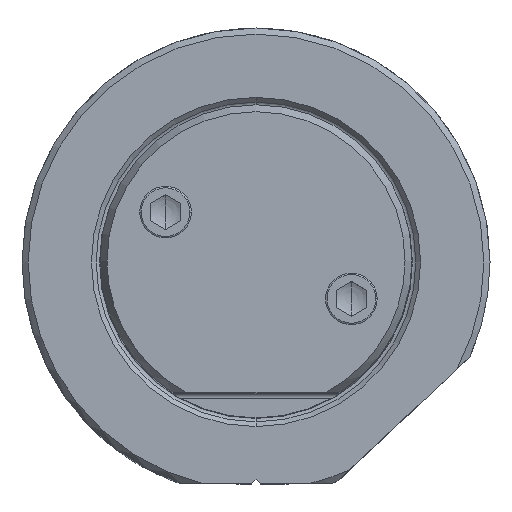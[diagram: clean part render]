
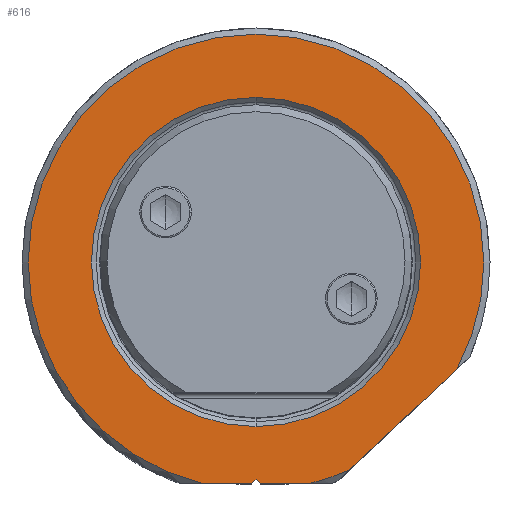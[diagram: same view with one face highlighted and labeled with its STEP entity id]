
A CAD part, top view. The second image highlights one B-rep face of the part: STEP entity #616.
In plain terms, the highlighted planar face has unit normal (0, 0, 1).
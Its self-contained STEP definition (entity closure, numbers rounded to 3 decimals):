
#135=PLANE('',#5658);
#616=ADVANCED_FACE('',(#921,#922),#135,.T.);
#921=FACE_BOUND('',#1041,.T.);
#922=FACE_BOUND('',#1042,.T.);
#1041=EDGE_LOOP('',(#2695,#2696,#2697,#2698,#2699,#2700,#2701,#2702,#2703));
#1042=EDGE_LOOP('',(#2704,#2705));
#1381=LINE('',#10804,#1690);
#1384=LINE('',#10830,#1693);
#1385=LINE('',#10832,#1694);
#1386=LINE('',#10834,#1695);
#1387=LINE('',#10836,#1696);
#1690=VECTOR('',#6597,1.);
#1693=VECTOR('',#6616,1.);
#1694=VECTOR('',#6617,1.);
#1695=VECTOR('',#6618,1.);
#1696=VECTOR('',#6619,1.);
#2695=ORIENTED_EDGE('',*,*,#4552,.T.);
#2696=ORIENTED_EDGE('',*,*,#4546,.T.);
#2697=ORIENTED_EDGE('',*,*,#4553,.T.);
#2698=ORIENTED_EDGE('',*,*,#4554,.T.);
#2699=ORIENTED_EDGE('',*,*,#4555,.T.);
#2700=ORIENTED_EDGE('',*,*,#4556,.F.);
#2701=ORIENTED_EDGE('',*,*,#4557,.T.);
#2702=ORIENTED_EDGE('',*,*,#4558,.T.);
#2703=ORIENTED_EDGE('',*,*,#4559,.F.);
#2704=ORIENTED_EDGE('',*,*,#4560,.T.);
#2705=ORIENTED_EDGE('',*,*,#4561,.T.);
#3918=VERTEX_POINT('',#10803);
#3919=VERTEX_POINT('',#10805);
#3922=VERTEX_POINT('',#10821);
#3923=VERTEX_POINT('',#10825);
#3924=VERTEX_POINT('',#10827);
#3925=VERTEX_POINT('',#10829);
#3926=VERTEX_POINT('',#10831);
#3927=VERTEX_POINT('',#10833);
#3928=VERTEX_POINT('',#10835);
#3929=VERTEX_POINT('',#10838);
#3930=VERTEX_POINT('',#10839);
#4546=EDGE_CURVE('',#3919,#3918,#1381,.T.);
#4552=EDGE_CURVE('',#3922,#3919,#5104,.T.);
#4553=EDGE_CURVE('',#3918,#3923,#5105,.T.);
#4554=EDGE_CURVE('',#3923,#3924,#5106,.T.);
#4555=EDGE_CURVE('',#3924,#3925,#5107,.T.);
#4556=EDGE_CURVE('',#3926,#3925,#1384,.T.);
#4557=EDGE_CURVE('',#3926,#3927,#1385,.T.);
#4558=EDGE_CURVE('',#3927,#3928,#1386,.T.);
#4559=EDGE_CURVE('',#3922,#3928,#1387,.T.);
#4560=EDGE_CURVE('',#3929,#3930,#5108,.T.);
#4561=EDGE_CURVE('',#3930,#3929,#5109,.T.);
#5104=CIRCLE('',#5651,18.55);
#5105=CIRCLE('',#5653,18.55);
#5106=CIRCLE('',#5654,18.55);
#5107=CIRCLE('',#5655,18.55);
#5108=CIRCLE('',#5656,13.4);
#5109=CIRCLE('',#5657,13.4);
#5651=AXIS2_PLACEMENT_3D('',#10822,#6606,#6607);
#5653=AXIS2_PLACEMENT_3D('',#10824,#6610,#6611);
#5654=AXIS2_PLACEMENT_3D('',#10826,#6612,#6613);
#5655=AXIS2_PLACEMENT_3D('',#10828,#6614,#6615);
#5656=AXIS2_PLACEMENT_3D('',#10837,#6620,#6621);
#5657=AXIS2_PLACEMENT_3D('',#10840,#6622,#6623);
#5658=AXIS2_PLACEMENT_3D('',#10841,#6624,#6625);
#6597=DIRECTION('',(0.73,0.684,0.));
#6606=DIRECTION('',(0.,0.,1.));
#6607=DIRECTION('',(0.231,-0.973,0.));
#6610=DIRECTION('',(0.,0.,1.));
#6611=DIRECTION('',(0.883,-0.469,0.));
#6612=DIRECTION('',(0.,0.,1.));
#6613=DIRECTION('',(1.,0.,0.));
#6614=DIRECTION('',(0.,0.,1.));
#6615=DIRECTION('',(-1.,0.,0.));
#6616=DIRECTION('',(-1.,0.,0.));
#6617=DIRECTION('',(0.707,0.707,0.));
#6618=DIRECTION('',(0.707,-0.707,0.));
#6619=DIRECTION('',(-1.,0.,0.));
#6620=DIRECTION('',(0.,0.,-1.));
#6621=DIRECTION('',(0.,1.,0.));
#6622=DIRECTION('',(0.,0.,-1.));
#6623=DIRECTION('',(0.,-1.,0.));
#6624=DIRECTION('',(0.,0.,1.));
#6625=DIRECTION('',(0.,1.,0.));
#10803=CARTESIAN_POINT('',(16.384,-8.699,0.));
#10804=CARTESIAN_POINT('',(7.615,-16.915,0.));
#10805=CARTESIAN_POINT('',(7.615,-16.915,0.));
#10821=CARTESIAN_POINT('',(4.278,-18.05,0.));
#10822=CARTESIAN_POINT('',(0.,0.,0.));
#10824=CARTESIAN_POINT('',(0.,0.,0.));
#10825=CARTESIAN_POINT('',(18.55,0.,0.));
#10826=CARTESIAN_POINT('',(0.,0.,0.));
#10827=CARTESIAN_POINT('',(-18.55,0.,0.));
#10828=CARTESIAN_POINT('',(0.,0.,0.));
#10829=CARTESIAN_POINT('',(-4.278,-18.05,0.));
#10830=CARTESIAN_POINT('',(-3.222,-18.05,0.));
#10831=CARTESIAN_POINT('',(-0.354,-18.05,0.));
#10832=CARTESIAN_POINT('',(-0.354,-18.05,0.));
#10833=CARTESIAN_POINT('',(0.,-17.696,0.));
#10834=CARTESIAN_POINT('',(0.,-17.696,0.));
#10835=CARTESIAN_POINT('',(0.354,-18.05,0.));
#10836=CARTESIAN_POINT('',(4.278,-18.05,0.));
#10837=CARTESIAN_POINT('',(0.,0.,0.));
#10838=CARTESIAN_POINT('',(0.,13.4,0.));
#10839=CARTESIAN_POINT('',(0.,-13.4,0.));
#10840=CARTESIAN_POINT('',(0.,0.,0.));
#10841=CARTESIAN_POINT('',(0.,0.25,0.));
